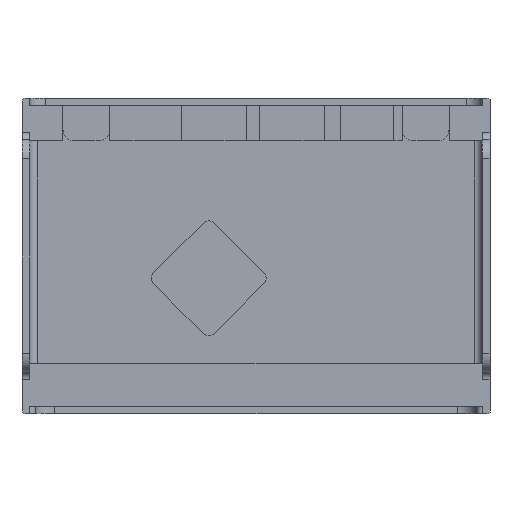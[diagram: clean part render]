
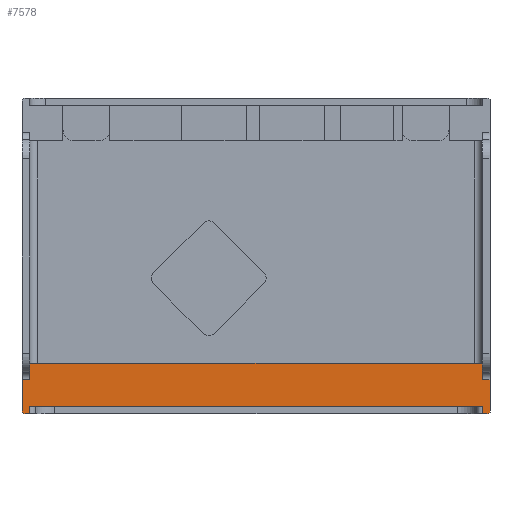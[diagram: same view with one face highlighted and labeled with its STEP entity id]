
A CAD part, front view. The second image highlights one B-rep face of the part: STEP entity #7578.
In plain terms, the highlighted planar face has unit normal (0, -1, 0).
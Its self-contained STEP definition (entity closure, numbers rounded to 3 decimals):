
#70 = DIRECTION ( 'NONE',  ( -1., 0., 0. ) ) ;
#92 = CARTESIAN_POINT ( 'NONE',  ( 60., -3.4, 0. ) ) ;
#208 = EDGE_CURVE ( 'NONE', #13026, #4045, #12034, .T. ) ;
#322 = VECTOR ( 'NONE', #4697, 1000. ) ;
#849 = CARTESIAN_POINT ( 'NONE',  ( 60., -3.4, 0.5 ) ) ;
#1054 = EDGE_LOOP ( 'NONE', ( #19351, #16321, #12815, #10254, #5726, #13043, #15406, #12937, #17348, #15587, #14433, #17111, #7637, #2920 ) ) ;
#1321 = DIRECTION ( 'NONE',  ( 0., 0., -1. ) ) ;
#1576 = CARTESIAN_POINT ( 'NONE',  ( 58., -3.4, 2. ) ) ;
#1671 = VERTEX_POINT ( 'NONE', #16405 ) ;
#1929 = LINE ( 'NONE', #849, #19003 ) ;
#2011 = EDGE_CURVE ( 'NONE', #15064, #2027, #13292, .T. ) ;
#2027 = VERTEX_POINT ( 'NONE', #19050 ) ;
#2093 = CARTESIAN_POINT ( 'NONE',  ( -60., -3.4, 81. ) ) ;
#2113 = EDGE_CURVE ( 'NONE', #4045, #1671, #4926, .T. ) ;
#2126 = VECTOR ( 'NONE', #13095, 1000. ) ;
#2350 = VERTEX_POINT ( 'NONE', #8544 ) ;
#2383 = EDGE_CURVE ( 'NONE', #6980, #15064, #17923, .T. ) ;
#2501 = VECTOR ( 'NONE', #1321, 1000. ) ;
#2716 = FACE_OUTER_BOUND ( 'NONE', #1054, .T. ) ;
#2920 = ORIENTED_EDGE ( 'NONE', *, *, #9869, .T. ) ;
#3005 = AXIS2_PLACEMENT_3D ( 'NONE', #10444, #5835, #70 ) ;
#3098 = VERTEX_POINT ( 'NONE', #12818 ) ;
#3102 = PLANE ( 'NONE',  #3005 ) ;
#3124 = CARTESIAN_POINT ( 'NONE',  ( 0., -3.4, 13. ) ) ;
#3239 = DIRECTION ( 'NONE',  ( 0.707, 0., -0.707 ) ) ;
#3857 = LINE ( 'NONE', #7072, #2501 ) ;
#4045 = VERTEX_POINT ( 'NONE', #9689 ) ;
#4178 = VERTEX_POINT ( 'NONE', #8700 ) ;
#4308 = CARTESIAN_POINT ( 'NONE',  ( 60., -3.4, 0.5 ) ) ;
#4590 = DIRECTION ( 'NONE',  ( 1., 0., 0. ) ) ;
#4697 = DIRECTION ( 'NONE',  ( 0., 0., -1. ) ) ;
#4729 = VECTOR ( 'NONE', #18033, 1000. ) ;
#4926 = LINE ( 'NONE', #2093, #17439 ) ;
#5341 = VECTOR ( 'NONE', #12847, 1000. ) ;
#5459 = VERTEX_POINT ( 'NONE', #16171 ) ;
#5502 = VERTEX_POINT ( 'NONE', #7339 ) ;
#5726 = ORIENTED_EDGE ( 'NONE', *, *, #6385, .T. ) ;
#5807 = EDGE_CURVE ( 'NONE', #5502, #3098, #10976, .T. ) ;
#5835 = DIRECTION ( 'NONE',  ( 0., 1., 0. ) ) ;
#6385 = EDGE_CURVE ( 'NONE', #16175, #5459, #8852, .T. ) ;
#6857 = EDGE_CURVE ( 'NONE', #1671, #16175, #10494, .T. ) ;
#6980 = VERTEX_POINT ( 'NONE', #15573 ) ;
#7072 = CARTESIAN_POINT ( 'NONE',  ( -58., -3.4, 70.5 ) ) ;
#7158 = EDGE_CURVE ( 'NONE', #2350, #10419, #11850, .T. ) ;
#7339 = CARTESIAN_POINT ( 'NONE',  ( 58., -3.4, 2. ) ) ;
#7348 = CARTESIAN_POINT ( 'NONE',  ( -58., -3.4, 8.792 ) ) ;
#7578 = ADVANCED_FACE ( 'NONE', ( #2716 ), #3102, .F. ) ;
#7637 = ORIENTED_EDGE ( 'NONE', *, *, #2011, .T. ) ;
#8544 = CARTESIAN_POINT ( 'NONE',  ( 58., -3.4, 0. ) ) ;
#8700 = CARTESIAN_POINT ( 'NONE',  ( -58., -3.4, 13. ) ) ;
#8795 = VECTOR ( 'NONE', #14005, 1000. ) ;
#8852 = LINE ( 'NONE', #10713, #4729 ) ;
#9107 = DIRECTION ( 'NONE',  ( -1., 0., 0. ) ) ;
#9689 = CARTESIAN_POINT ( 'NONE',  ( -60., -3.4, 8.792 ) ) ;
#9826 = CARTESIAN_POINT ( 'NONE',  ( 58., -3.4, 8.792 ) ) ;
#9869 = EDGE_CURVE ( 'NONE', #2027, #4178, #16535, .T. ) ;
#10002 = CARTESIAN_POINT ( 'NONE',  ( -58., -3.4, 2. ) ) ;
#10125 = CARTESIAN_POINT ( 'NONE',  ( -59.5, -3.4, 0. ) ) ;
#10235 = VECTOR ( 'NONE', #17778, 1000. ) ;
#10254 = ORIENTED_EDGE ( 'NONE', *, *, #6857, .T. ) ;
#10408 = CARTESIAN_POINT ( 'NONE',  ( 60., -3.4, 8.792 ) ) ;
#10419 = VERTEX_POINT ( 'NONE', #16891 ) ;
#10444 = CARTESIAN_POINT ( 'NONE',  ( 60., -3.4, 81. ) ) ;
#10479 = LINE ( 'NONE', #1576, #322 ) ;
#10494 = LINE ( 'NONE', #18108, #17342 ) ;
#10713 = CARTESIAN_POINT ( 'NONE',  ( 60., -3.4, 0. ) ) ;
#10773 = VECTOR ( 'NONE', #15011, 1000. ) ;
#10938 = DIRECTION ( 'NONE',  ( 0.707, 0., 0.707 ) ) ;
#10976 = LINE ( 'NONE', #13723, #8795 ) ;
#11832 = LINE ( 'NONE', #12219, #10235 ) ;
#11850 = LINE ( 'NONE', #92, #14876 ) ;
#12034 = LINE ( 'NONE', #12131, #15685 ) ;
#12131 = CARTESIAN_POINT ( 'NONE',  ( 60., -3.4, 8.792 ) ) ;
#12219 = CARTESIAN_POINT ( 'NONE',  ( 60., -3.4, 81. ) ) ;
#12815 = ORIENTED_EDGE ( 'NONE', *, *, #2113, .T. ) ;
#12818 = CARTESIAN_POINT ( 'NONE',  ( -58., -3.4, 2. ) ) ;
#12847 = DIRECTION ( 'NONE',  ( 0., 0., -1. ) ) ;
#12937 = ORIENTED_EDGE ( 'NONE', *, *, #18210, .T. ) ;
#13026 = VERTEX_POINT ( 'NONE', #7348 ) ;
#13043 = ORIENTED_EDGE ( 'NONE', *, *, #19196, .F. ) ;
#13095 = DIRECTION ( 'NONE',  ( 0., 0., 1. ) ) ;
#13231 = EDGE_CURVE ( 'NONE', #6980, #17104, #11832, .T. ) ;
#13292 = LINE ( 'NONE', #15222, #2126 ) ;
#13723 = CARTESIAN_POINT ( 'NONE',  ( 0., -3.4, 2. ) ) ;
#14005 = DIRECTION ( 'NONE',  ( -1., 0., 0. ) ) ;
#14433 = ORIENTED_EDGE ( 'NONE', *, *, #13231, .F. ) ;
#14572 = EDGE_CURVE ( 'NONE', #10419, #17104, #1929, .T. ) ;
#14876 = VECTOR ( 'NONE', #4590, 1000. ) ;
#15011 = DIRECTION ( 'NONE',  ( -1., 0., 0. ) ) ;
#15064 = VERTEX_POINT ( 'NONE', #9826 ) ;
#15222 = CARTESIAN_POINT ( 'NONE',  ( 58., -3.4, 70.5 ) ) ;
#15406 = ORIENTED_EDGE ( 'NONE', *, *, #5807, .F. ) ;
#15573 = CARTESIAN_POINT ( 'NONE',  ( 60., -3.4, 8.792 ) ) ;
#15587 = ORIENTED_EDGE ( 'NONE', *, *, #14572, .T. ) ;
#15685 = VECTOR ( 'NONE', #16807, 1000. ) ;
#16166 = LINE ( 'NONE', #10002, #5341 ) ;
#16171 = CARTESIAN_POINT ( 'NONE',  ( -58., -3.4, 0. ) ) ;
#16175 = VERTEX_POINT ( 'NONE', #10125 ) ;
#16180 = EDGE_CURVE ( 'NONE', #4178, #13026, #3857, .T. ) ;
#16321 = ORIENTED_EDGE ( 'NONE', *, *, #208, .T. ) ;
#16405 = CARTESIAN_POINT ( 'NONE',  ( -60., -3.4, 0.5 ) ) ;
#16535 = LINE ( 'NONE', #3124, #18582 ) ;
#16807 = DIRECTION ( 'NONE',  ( -1., 0., 0. ) ) ;
#16891 = CARTESIAN_POINT ( 'NONE',  ( 59.5, -3.4, 0. ) ) ;
#17104 = VERTEX_POINT ( 'NONE', #4308 ) ;
#17111 = ORIENTED_EDGE ( 'NONE', *, *, #2383, .T. ) ;
#17342 = VECTOR ( 'NONE', #3239, 1000. ) ;
#17348 = ORIENTED_EDGE ( 'NONE', *, *, #7158, .T. ) ;
#17439 = VECTOR ( 'NONE', #18713, 1000. ) ;
#17778 = DIRECTION ( 'NONE',  ( 0., 0., -1. ) ) ;
#17923 = LINE ( 'NONE', #10408, #10773 ) ;
#18033 = DIRECTION ( 'NONE',  ( 1., 0., 0. ) ) ;
#18108 = CARTESIAN_POINT ( 'NONE',  ( -60., -3.4, 0.5 ) ) ;
#18210 = EDGE_CURVE ( 'NONE', #5502, #2350, #10479, .T. ) ;
#18582 = VECTOR ( 'NONE', #9107, 1000. ) ;
#18713 = DIRECTION ( 'NONE',  ( 0., 0., -1. ) ) ;
#19003 = VECTOR ( 'NONE', #10938, 1000. ) ;
#19050 = CARTESIAN_POINT ( 'NONE',  ( 58., -3.4, 13. ) ) ;
#19196 = EDGE_CURVE ( 'NONE', #3098, #5459, #16166, .T. ) ;
#19351 = ORIENTED_EDGE ( 'NONE', *, *, #16180, .T. ) ;
